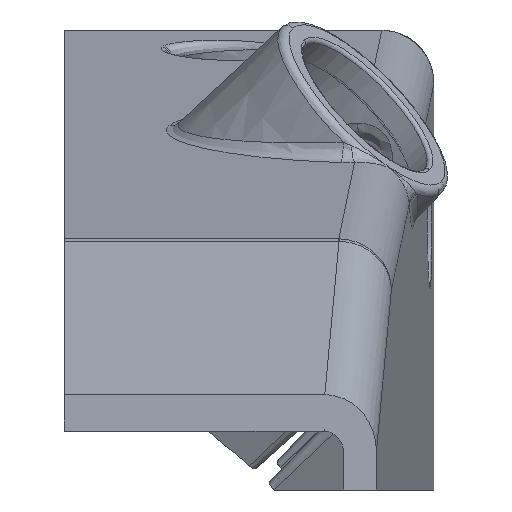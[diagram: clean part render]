
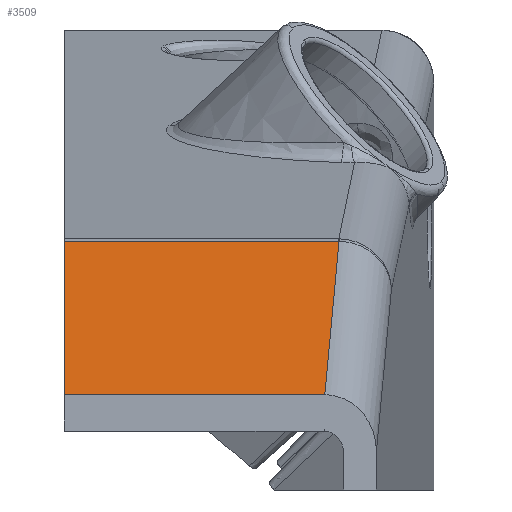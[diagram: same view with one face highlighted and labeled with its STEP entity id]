
A CAD part, front view. The second image highlights one B-rep face of the part: STEP entity #3509.
In plain terms, the highlighted planar face has unit normal (0, -0.427, 0.904).
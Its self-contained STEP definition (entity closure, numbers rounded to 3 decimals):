
#307 = DIRECTION ( 'NONE',  ( 0., -0.904, -0.427 ) ) ;
#618 = ORIENTED_EDGE ( 'NONE', *, *, #6652, .T. ) ;
#701 = CARTESIAN_POINT ( 'NONE',  ( 19.723, -65.211, 15.647 ) ) ;
#715 =( BOUNDED_CURVE ( )  B_SPLINE_CURVE ( 3, ( #701, #2828, #2287, #6079 ),
 .UNSPECIFIED., .F., .F. ) 
 B_SPLINE_CURVE_WITH_KNOTS ( ( 4, 4 ),
 ( 3.142, 3.152 ),
 .UNSPECIFIED. ) 
 CURVE ( )  GEOMETRIC_REPRESENTATION_ITEM ( )  RATIONAL_B_SPLINE_CURVE ( ( 1., 1., 1., 1. ) ) 
 REPRESENTATION_ITEM ( '' )  );
#1145 = CARTESIAN_POINT ( 'NONE',  ( 105.023, -65.211, 15.647 ) ) ;
#1405 = CARTESIAN_POINT ( 'NONE',  ( 19.723, -65.211, 15.647 ) ) ;
#1418 = VECTOR ( 'NONE', #5500, 1000. ) ;
#1495 = DIRECTION ( 'NONE',  ( -1., 0., 0. ) ) ;
#1682 = VECTOR ( 'NONE', #4261, 1000. ) ;
#2116 = CARTESIAN_POINT ( 'NONE',  ( 105.023, -85., 6.3 ) ) ;
#2233 = VECTOR ( 'NONE', #1495, 1000. ) ;
#2287 = CARTESIAN_POINT ( 'NONE',  ( 19.715, -65.211, 15.647 ) ) ;
#2706 = ORIENTED_EDGE ( 'NONE', *, *, #3905, .T. ) ;
#2828 = CARTESIAN_POINT ( 'NONE',  ( 19.719, -65.211, 15.647 ) ) ;
#3015 = CARTESIAN_POINT ( 'NONE',  ( 19.711, -65.211, 15.647 ) ) ;
#3061 = CARTESIAN_POINT ( 'NONE',  ( 3., -85., 6.3 ) ) ;
#3083 = FACE_OUTER_BOUND ( 'NONE', #6959, .T. ) ;
#3204 = VERTEX_POINT ( 'NONE', #1405 ) ;
#3271 = LINE ( 'NONE', #5881, #1682 ) ;
#3509 = ADVANCED_FACE ( 'NONE', ( #3083 ), #6171, .T. ) ;
#3525 = VERTEX_POINT ( 'NONE', #3015 ) ;
#3623 = VERTEX_POINT ( 'NONE', #6886 ) ;
#3686 = LINE ( 'NONE', #3061, #5143 ) ;
#3905 = EDGE_CURVE ( 'NONE', #3525, #3623, #4939, .T. ) ;
#4091 = ORIENTED_EDGE ( 'NONE', *, *, #6893, .F. ) ;
#4261 = DIRECTION ( 'NONE',  ( 1., 0., 0. ) ) ;
#4593 = DIRECTION ( 'NONE',  ( 0., -0.427, 0.904 ) ) ;
#4801 = VERTEX_POINT ( 'NONE', #5484 ) ;
#4939 = LINE ( 'NONE', #1145, #2233 ) ;
#5084 = AXIS2_PLACEMENT_3D ( 'NONE', #2116, #4593, #307 ) ;
#5143 = VECTOR ( 'NONE', #6302, 1000. ) ;
#5185 = ORIENTED_EDGE ( 'NONE', *, *, #5489, .T. ) ;
#5310 = EDGE_CURVE ( 'NONE', #5925, #4801, #3271, .T. ) ;
#5484 = CARTESIAN_POINT ( 'NONE',  ( 18.857, -85., 6.3 ) ) ;
#5489 = EDGE_CURVE ( 'NONE', #3204, #3525, #715, .T. ) ;
#5500 = DIRECTION ( 'NONE',  ( 0.04, 0.904, 0.427 ) ) ;
#5715 = LINE ( 'NONE', #6040, #1418 ) ;
#5881 = CARTESIAN_POINT ( 'NONE',  ( 3., -85., 6.3 ) ) ;
#5925 = VERTEX_POINT ( 'NONE', #6361 ) ;
#6040 = CARTESIAN_POINT ( 'NONE',  ( 18.991, -81.923, 7.754 ) ) ;
#6079 = CARTESIAN_POINT ( 'NONE',  ( 19.711, -65.211, 15.647 ) ) ;
#6171 = PLANE ( 'NONE',  #5084 ) ;
#6302 = DIRECTION ( 'NONE',  ( 0., 0.904, 0.427 ) ) ;
#6361 = CARTESIAN_POINT ( 'NONE',  ( 3., -85., 6.3 ) ) ;
#6652 = EDGE_CURVE ( 'NONE', #4801, #3204, #5715, .T. ) ;
#6876 = ORIENTED_EDGE ( 'NONE', *, *, #5310, .T. ) ;
#6886 = CARTESIAN_POINT ( 'NONE',  ( 3., -65.211, 15.647 ) ) ;
#6893 = EDGE_CURVE ( 'NONE', #5925, #3623, #3686, .T. ) ;
#6959 = EDGE_LOOP ( 'NONE', ( #618, #5185, #2706, #4091, #6876 ) ) ;
